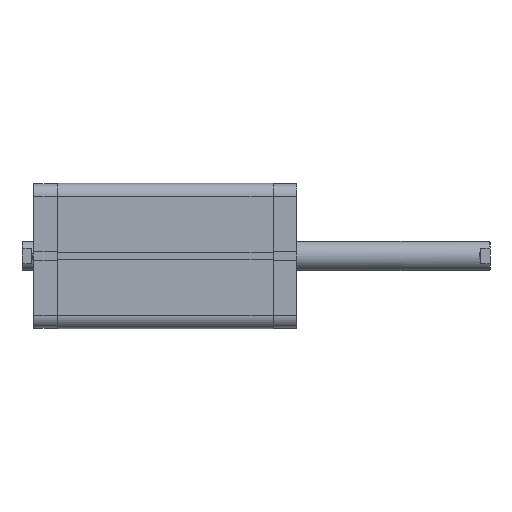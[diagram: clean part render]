
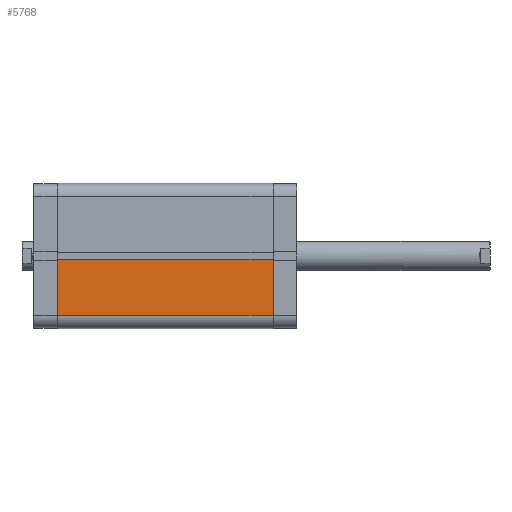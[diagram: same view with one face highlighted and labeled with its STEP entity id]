
A CAD part, front view. The second image highlights one B-rep face of the part: STEP entity #5768.
In plain terms, the highlighted face is planar.
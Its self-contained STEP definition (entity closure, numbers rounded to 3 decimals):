
#280 = VERTEX_POINT ( 'NONE', #7124 ) ;
#281 = VERTEX_POINT ( 'NONE', #7125 ) ;
#327 = VERTEX_POINT ( 'NONE', #7187 ) ;
#331 = VERTEX_POINT ( 'NONE', #7158 ) ;
#979 = CARTESIAN_POINT ( 'NONE',  ( 50., -2.6, 148.5 ) ) ;
#980 = PLANE ( 'NONE',  #5681 ) ;
#982 = DIRECTION ( 'NONE',  ( -1., 0., 0. ) ) ;
#983 = DIRECTION ( 'NONE',  ( 0., -1., 0. ) ) ;
#2008 = FACE_OUTER_BOUND ( 'NONE', #3004, .T. ) ;
#3004 = EDGE_LOOP ( 'NONE', ( #3158, #3157, #3156, #3155 ) ) ;
#3155 = ORIENTED_EDGE ( 'NONE', *, *, #4921, .T. ) ;
#3156 = ORIENTED_EDGE ( 'NONE', *, *, #5000, .F. ) ;
#3157 = ORIENTED_EDGE ( 'NONE', *, *, #4920, .F. ) ;
#3158 = ORIENTED_EDGE ( 'NONE', *, *, #4951, .T. ) ;
#3907 = CARTESIAN_POINT ( 'NONE',  ( 50., -2.6, 148.5 ) ) ;
#3909 = CARTESIAN_POINT ( 'NONE',  ( 50., -41., 148.5 ) ) ;
#3910 = DIRECTION ( 'NONE',  ( 0., 0., -1. ) ) ;
#3912 = DIRECTION ( 'NONE',  ( 0., 0., -1. ) ) ;
#3978 = CARTESIAN_POINT ( 'NONE',  ( 50., -2.6, 0. ) ) ;
#3979 = DIRECTION ( 'NONE',  ( 0., 1., 0. ) ) ;
#4090 = CARTESIAN_POINT ( 'NONE',  ( 50., -2.6, 148.5 ) ) ;
#4091 = DIRECTION ( 'NONE',  ( 0., 1., 0. ) ) ;
#4920 = EDGE_CURVE ( 'NONE', #280, #331, #6375, .T. ) ;
#4921 = EDGE_CURVE ( 'NONE', #281, #327, #6377, .T. ) ;
#4951 = EDGE_CURVE ( 'NONE', #327, #331, #6412, .T. ) ;
#5000 = EDGE_CURVE ( 'NONE', #281, #280, #6499, .T. ) ;
#5681 = AXIS2_PLACEMENT_3D ( 'NONE', #979, #982, #983 ) ;
#5768 = ADVANCED_FACE ( 'NONE', ( #2008 ), #980, .F. ) ;
#6375 = LINE ( 'NONE', #3907, #6380 ) ;
#6377 = LINE ( 'NONE', #3909, #6382 ) ;
#6380 = VECTOR ( 'NONE', #3910, 1000. ) ;
#6382 = VECTOR ( 'NONE', #3912, 1000. ) ;
#6412 = LINE ( 'NONE', #3978, #6417 ) ;
#6417 = VECTOR ( 'NONE', #3979, 1000. ) ;
#6499 = LINE ( 'NONE', #4090, #6515 ) ;
#6515 = VECTOR ( 'NONE', #4091, 1000. ) ;
#7124 = CARTESIAN_POINT ( 'NONE',  ( 50., -2.6, 148.5 ) ) ;
#7125 = CARTESIAN_POINT ( 'NONE',  ( 50., -41., 148.5 ) ) ;
#7158 = CARTESIAN_POINT ( 'NONE',  ( 50., -2.6, 0. ) ) ;
#7187 = CARTESIAN_POINT ( 'NONE',  ( 50., -41., 0. ) ) ;
